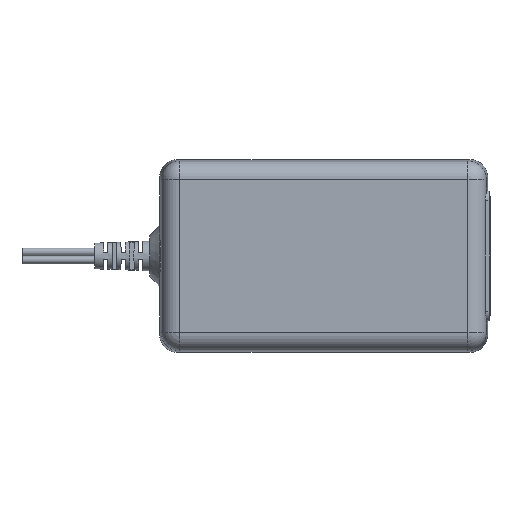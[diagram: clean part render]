
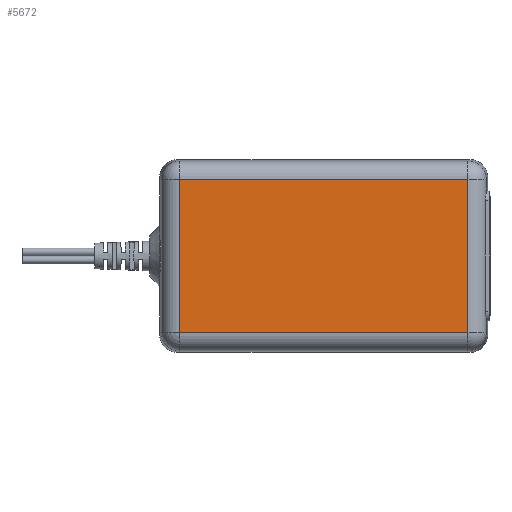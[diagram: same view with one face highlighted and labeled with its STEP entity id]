
A CAD part, front view. The second image highlights one B-rep face of the part: STEP entity #5672.
In plain terms, the highlighted planar face has unit normal (0, -1, 0).
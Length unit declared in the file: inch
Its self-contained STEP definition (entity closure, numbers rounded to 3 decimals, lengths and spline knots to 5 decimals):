
#78 = CARTESIAN_POINT ( 'NONE',  ( 0., -0.6435, 0.78846 ) ) ;
#92 = EDGE_CURVE ( 'NONE', #5820, #5380, #5148, .T. ) ;
#95 = FACE_OUTER_BOUND ( 'NONE', #4867, .T. ) ;
#153 = PLANE ( 'NONE',  #3353 ) ;
#172 = CARTESIAN_POINT ( 'NONE',  ( 1.48496, -0.6435, 0. ) ) ;
#292 = CARTESIAN_POINT ( 'NONE',  ( -1.48496, -0.6435, 0.78846 ) ) ;
#316 = ORIENTED_EDGE ( 'NONE', *, *, #1904, .T. ) ;
#357 = EDGE_CURVE ( 'NONE', #6305, #5820, #4185, .T. ) ;
#1501 = DIRECTION ( 'NONE',  ( 1., 0., 0. ) ) ;
#1590 = DIRECTION ( 'NONE',  ( 0., 0., 1. ) ) ;
#1904 = EDGE_CURVE ( 'NONE', #2969, #6305, #4933, .T. ) ;
#2005 = VECTOR ( 'NONE', #3008, 39.37008 ) ;
#2227 = VECTOR ( 'NONE', #1590, 39.37008 ) ;
#2386 = LINE ( 'NONE', #172, #2227 ) ;
#2701 = CARTESIAN_POINT ( 'NONE',  ( 0., -0.6435, 0. ) ) ;
#2912 = CARTESIAN_POINT ( 'NONE',  ( 1.48496, -0.6435, 0.78846 ) ) ;
#2969 = VERTEX_POINT ( 'NONE', #2912 ) ;
#3008 = DIRECTION ( 'NONE',  ( -1., 0., 0. ) ) ;
#3289 = ORIENTED_EDGE ( 'NONE', *, *, #92, .T. ) ;
#3353 = AXIS2_PLACEMENT_3D ( 'NONE', #2701, #5158, #5384 ) ;
#3398 = CARTESIAN_POINT ( 'NONE',  ( 0., -0.6435, -0.78846 ) ) ;
#3718 = CARTESIAN_POINT ( 'NONE',  ( -1.48496, -0.6435, -0.78846 ) ) ;
#4039 = VECTOR ( 'NONE', #4701, 39.37008 ) ;
#4185 = LINE ( 'NONE', #6471, #4039 ) ;
#4701 = DIRECTION ( 'NONE',  ( 0., 0., -1. ) ) ;
#4778 = ORIENTED_EDGE ( 'NONE', *, *, #5812, .T. ) ;
#4867 = EDGE_LOOP ( 'NONE', ( #4778, #316, #5984, #3289 ) ) ;
#4933 = LINE ( 'NONE', #78, #2005 ) ;
#5092 = VECTOR ( 'NONE', #1501, 39.37008 ) ;
#5148 = LINE ( 'NONE', #3398, #5092 ) ;
#5158 = DIRECTION ( 'NONE',  ( 0., -1., 0. ) ) ;
#5380 = VERTEX_POINT ( 'NONE', #6073 ) ;
#5384 = DIRECTION ( 'NONE',  ( 0., 0., -1. ) ) ;
#5672 = ADVANCED_FACE ( 'NONE', ( #95 ), #153, .T. ) ;
#5812 = EDGE_CURVE ( 'NONE', #5380, #2969, #2386, .T. ) ;
#5820 = VERTEX_POINT ( 'NONE', #3718 ) ;
#5984 = ORIENTED_EDGE ( 'NONE', *, *, #357, .T. ) ;
#6073 = CARTESIAN_POINT ( 'NONE',  ( 1.48496, -0.6435, -0.78846 ) ) ;
#6305 = VERTEX_POINT ( 'NONE', #292 ) ;
#6471 = CARTESIAN_POINT ( 'NONE',  ( -1.48496, -0.6435, 0. ) ) ;
